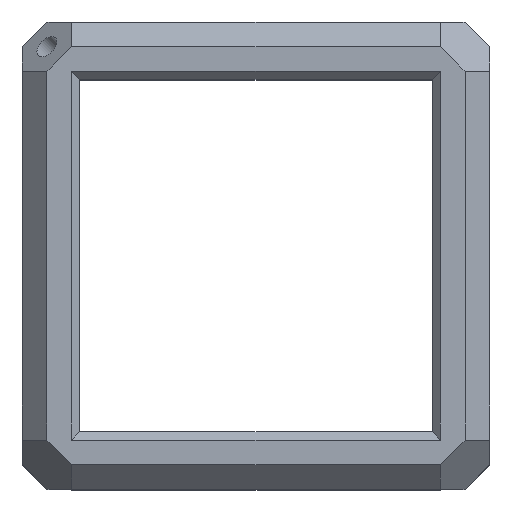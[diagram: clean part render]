
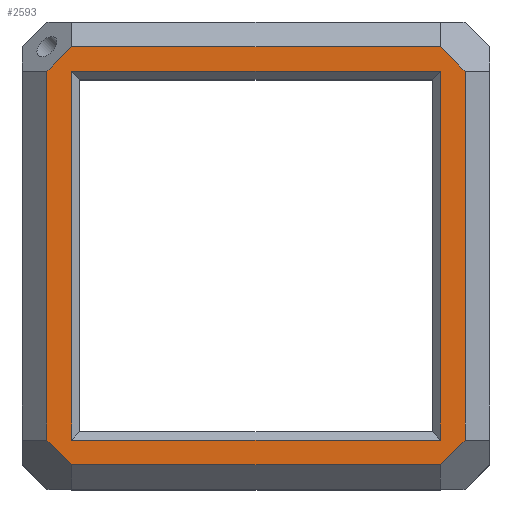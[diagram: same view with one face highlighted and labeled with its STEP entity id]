
A CAD part, top view. The second image highlights one B-rep face of the part: STEP entity #2593.
In plain terms, the highlighted planar face has unit normal (0, 0, 1).
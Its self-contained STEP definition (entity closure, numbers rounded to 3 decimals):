
#38=FACE_BOUND('',#358,.T.);
#206=FACE_OUTER_BOUND('',#357,.T.);
#357=EDGE_LOOP('',(#2319,#2320,#2321,#2322,#2323,#2324,#2325,#2326));
#358=EDGE_LOOP('',(#2327,#2328,#2329,#2330));
#643=LINE('',#4063,#976);
#646=LINE('',#4068,#979);
#648=LINE('',#4072,#981);
#650=LINE('',#4075,#983);
#667=LINE('',#4114,#1000);
#671=LINE('',#4121,#1004);
#675=LINE('',#4128,#1008);
#676=LINE('',#4131,#1009);
#681=LINE('',#4141,#1014);
#684=LINE('',#4147,#1017);
#687=LINE('',#4152,#1020);
#689=LINE('',#4155,#1022);
#976=VECTOR('',#3330,10.);
#979=VECTOR('',#3335,10.);
#981=VECTOR('',#3339,10.);
#983=VECTOR('',#3343,10.);
#1000=VECTOR('',#3386,10.);
#1004=VECTOR('',#3392,10.);
#1008=VECTOR('',#3398,10.);
#1009=VECTOR('',#3401,10.);
#1014=VECTOR('',#3408,10.);
#1017=VECTOR('',#3413,10.);
#1020=VECTOR('',#3418,10.);
#1022=VECTOR('',#3422,10.);
#1232=VERTEX_POINT('',#4061);
#1233=VERTEX_POINT('',#4062);
#1234=VERTEX_POINT('',#4067);
#1235=VERTEX_POINT('',#4071);
#1243=VERTEX_POINT('',#4112);
#1244=VERTEX_POINT('',#4113);
#1246=VERTEX_POINT('',#4120);
#1248=VERTEX_POINT('',#4126);
#1249=VERTEX_POINT('',#4130);
#1253=VERTEX_POINT('',#4140);
#1255=VERTEX_POINT('',#4146);
#1256=VERTEX_POINT('',#4151);
#1566=EDGE_CURVE('',#1232,#1233,#643,.T.);
#1569=EDGE_CURVE('',#1234,#1232,#646,.T.);
#1571=EDGE_CURVE('',#1235,#1234,#648,.T.);
#1573=EDGE_CURVE('',#1233,#1235,#650,.T.);
#1590=EDGE_CURVE('',#1243,#1244,#667,.T.);
#1594=EDGE_CURVE('',#1246,#1244,#671,.T.);
#1598=EDGE_CURVE('',#1243,#1248,#675,.T.);
#1599=EDGE_CURVE('',#1246,#1249,#676,.T.);
#1604=EDGE_CURVE('',#1253,#1249,#681,.T.);
#1607=EDGE_CURVE('',#1253,#1255,#684,.T.);
#1610=EDGE_CURVE('',#1256,#1248,#687,.T.);
#1612=EDGE_CURVE('',#1256,#1255,#689,.T.);
#2319=ORIENTED_EDGE('',*,*,#1594,.T.);
#2320=ORIENTED_EDGE('',*,*,#1590,.F.);
#2321=ORIENTED_EDGE('',*,*,#1598,.T.);
#2322=ORIENTED_EDGE('',*,*,#1610,.F.);
#2323=ORIENTED_EDGE('',*,*,#1612,.T.);
#2324=ORIENTED_EDGE('',*,*,#1607,.F.);
#2325=ORIENTED_EDGE('',*,*,#1604,.T.);
#2326=ORIENTED_EDGE('',*,*,#1599,.F.);
#2327=ORIENTED_EDGE('',*,*,#1566,.T.);
#2328=ORIENTED_EDGE('',*,*,#1573,.T.);
#2329=ORIENTED_EDGE('',*,*,#1571,.T.);
#2330=ORIENTED_EDGE('',*,*,#1569,.T.);
#2455=PLANE('',#2771);
#2593=ADVANCED_FACE('',(#206,#38),#2455,.T.);
#2771=AXIS2_PLACEMENT_3D('',#4161,#3431,#3432);
#3330=DIRECTION('',(1.,0.,0.));
#3335=DIRECTION('',(0.,1.,0.));
#3339=DIRECTION('',(-1.,0.,0.));
#3343=DIRECTION('',(0.,-1.,0.));
#3386=DIRECTION('',(0.707,0.707,0.));
#3392=DIRECTION('',(-1.,0.,0.));
#3398=DIRECTION('',(0.,-1.,0.));
#3401=DIRECTION('',(0.707,-0.707,0.));
#3408=DIRECTION('',(0.,1.,0.));
#3413=DIRECTION('',(-0.707,-0.707,0.));
#3418=DIRECTION('',(-0.707,0.707,0.));
#3422=DIRECTION('',(1.,0.,0.));
#3431=DIRECTION('center_axis',(0.,0.,1.));
#3432=DIRECTION('ref_axis',(1.,0.,0.));
#4061=CARTESIAN_POINT('',(-45.,45.,114.));
#4062=CARTESIAN_POINT('',(45.,45.,114.));
#4063=CARTESIAN_POINT('',(-22.5,45.,114.));
#4067=CARTESIAN_POINT('',(-45.,-45.,114.));
#4068=CARTESIAN_POINT('',(-45.,-22.5,114.));
#4071=CARTESIAN_POINT('',(45.,-45.,114.));
#4072=CARTESIAN_POINT('',(22.5,-45.,114.));
#4075=CARTESIAN_POINT('',(45.,22.5,114.));
#4112=CARTESIAN_POINT('',(-51.,45.,114.));
#4113=CARTESIAN_POINT('',(-45.,51.,114.));
#4114=CARTESIAN_POINT('',(-51.,45.,114.));
#4120=CARTESIAN_POINT('',(45.,51.,114.));
#4121=CARTESIAN_POINT('',(51.,51.,114.));
#4126=CARTESIAN_POINT('',(-51.,-45.,114.));
#4128=CARTESIAN_POINT('',(-51.,51.,114.));
#4130=CARTESIAN_POINT('',(51.,45.,114.));
#4131=CARTESIAN_POINT('',(45.,51.,114.));
#4140=CARTESIAN_POINT('',(51.,-45.,114.));
#4141=CARTESIAN_POINT('',(51.,-51.,114.));
#4146=CARTESIAN_POINT('',(45.,-51.,114.));
#4147=CARTESIAN_POINT('',(51.,-45.,114.));
#4151=CARTESIAN_POINT('',(-45.,-51.,114.));
#4152=CARTESIAN_POINT('',(-45.,-51.,114.));
#4155=CARTESIAN_POINT('',(-51.,-51.,114.));
#4161=CARTESIAN_POINT('Origin',(0.,0.,114.));
